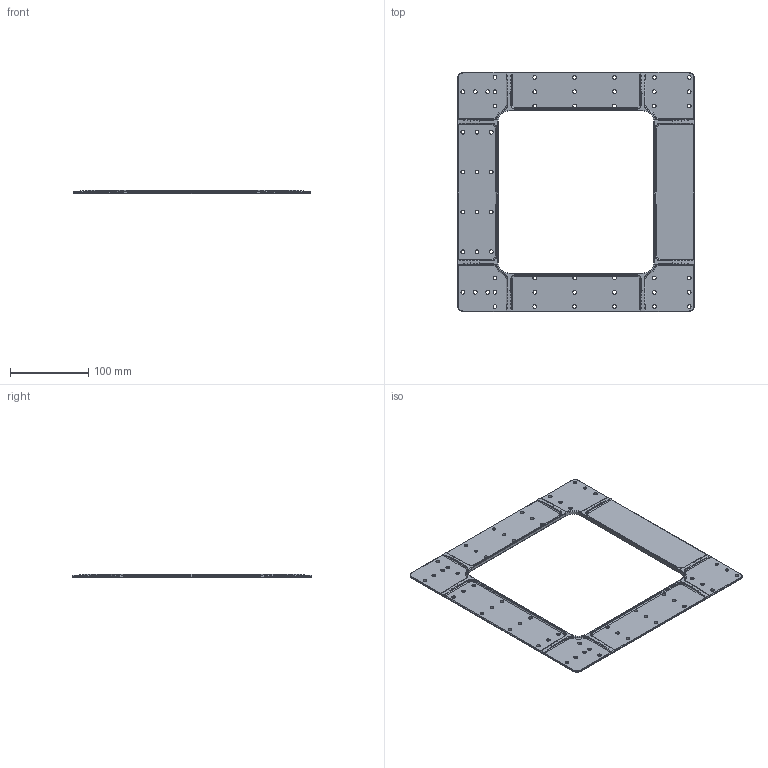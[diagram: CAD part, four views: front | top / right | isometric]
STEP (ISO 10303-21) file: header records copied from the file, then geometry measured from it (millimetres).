
FILE_DESCRIPTION(/* description */ (''),/* implementation_level */ '2;1');
FILE_NAME(/* name */ 'Light_bkt_3Dmodel_metric.stp',/* time_stamp */ '2023-01-24T12:33:08-05:00',/* author */ (''),/* organization */ (''),/* preprocessor_version */ 'ST-DEVELOPER v19.3',/* originating_system */ 'SIEMENS PLM Software NX2212.1700',/* authorisation */ '');
FILE_SCHEMA (('AP203_CONFIGURATION_CONTROLLED_3D_DESIGN_OF_MECHANICAL_PARTS_AND_ASSEMBLIES_MIM_LF { 1 0 10303 403 2 1 2}'));
Length unit declared in the file: millimetre
Products named in the file (1): Light_bkt_model_metric_objects
Bounding box: 301.37 x 304.8 x 5.08 mm (x, y, z)
Volume: 136032.4 mm3; surface area: 109691.5 mm2
Topology: 1 solids, 1 shells, 344 faces, 854 edges, 512 vertices
Faces by surface type: cylinder 170, torus 80, plane 54, sphere 16, bspline 16, cone 8
Full cylindrical faces by diameter (mm): 4.762 x36, 4.763 x18
Entity records: 11414 total; most frequent: CARTESIAN_POINT 3401, DIRECTION 1682, ORIENTED_EDGE 1600, EDGE_CURVE 800, AXIS2_PLACEMENT_3D 713, VERTEX_POINT 512, EDGE_LOOP 508, CIRCLE 368
